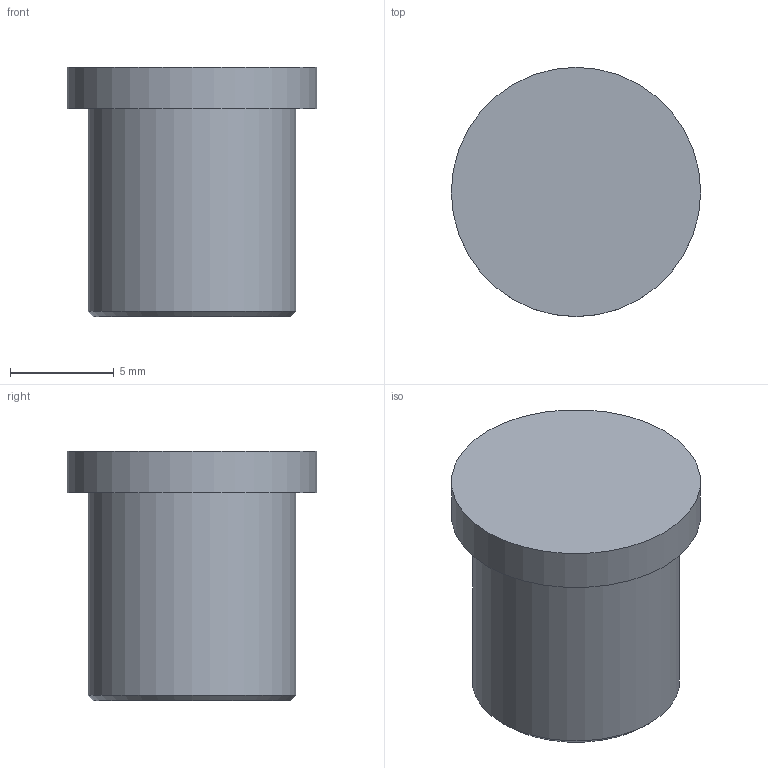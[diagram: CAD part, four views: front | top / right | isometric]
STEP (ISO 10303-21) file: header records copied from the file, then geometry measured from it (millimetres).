
FILE_DESCRIPTION(/* description */ (''),/* implementation_level */ '2;1');
FILE_NAME(/* name */ 'Schutzkappe_8x10.stp',/* time_stamp */ '2018-09-06T10:26:24+02:00',/* author */ (''),/* organization */ (''),/* preprocessor_version */ 'ST-DEVELOPER v16',/* originating_system */ 'SIEMENS PLM Software NX 10.0',/* authorisation */ '');
FILE_SCHEMA (('AUTOMOTIVE_DESIGN { 1 0 10303 214 3 1 1 1 }'));
Length unit declared in the file: millimetre
Products named in the file (1): Schutzkappe_8x10
Bounding box: 12 x 12 x 12 mm (x, y, z)
Volume: 492.5 mm3; surface area: 888.1 mm2
Topology: 1 solids, 1 shells, 11 faces, 16 edges, 10 vertices
Faces by surface type: plane 5, cylinder 4, cone 2
Full cylindrical faces by diameter (mm): 6 x1, 8 x1, 10 x1, 12 x1
Entity records: 238 total; most frequent: DIRECTION 44, CARTESIAN_POINT 32, AXIS2_PLACEMENT_3D 22, EDGE_LOOP 20, ORIENTED_EDGE 20, FACE_BOUND 18, ADVANCED_FACE 11, VERTEX_POINT 10
